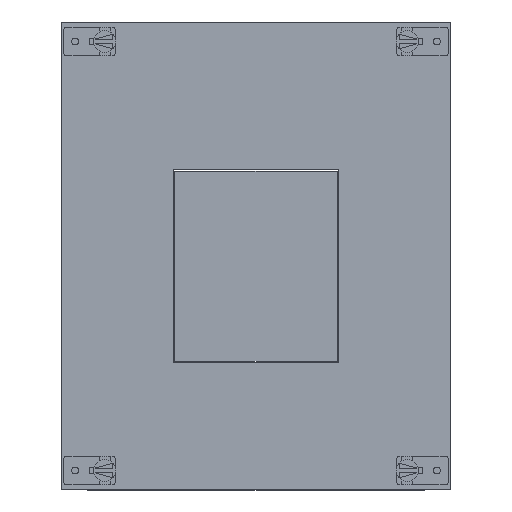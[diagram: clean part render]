
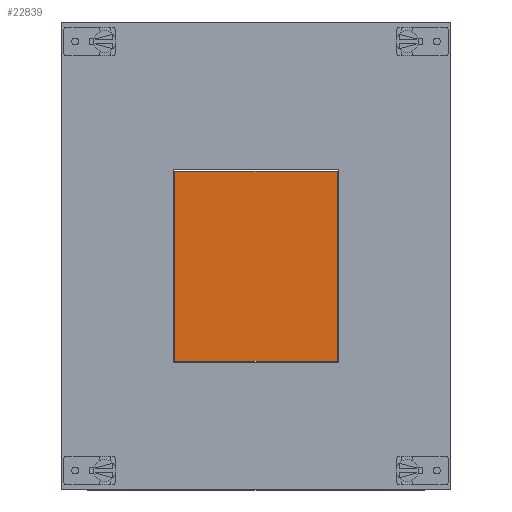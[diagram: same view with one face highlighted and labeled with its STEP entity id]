
A CAD part, top view. The second image highlights one B-rep face of the part: STEP entity #22839.
In plain terms, the highlighted planar face has unit normal (0, 0, 1).
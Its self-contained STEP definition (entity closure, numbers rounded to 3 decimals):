
#22724=DIRECTION('',(-1.,0.,0.));
#22725=VECTOR('',#22724,104.);
#22726=CARTESIAN_POINT('',(52.,-29.4,1.));
#22727=LINE('',#22726,#22725);
#22731=DIRECTION('',(0.,1.,0.));
#22732=VECTOR('',#22731,122.);
#22733=CARTESIAN_POINT('',(-52.,-29.4,1.));
#22734=LINE('',#22733,#22732);
#22738=DIRECTION('',(1.,0.,0.));
#22739=VECTOR('',#22738,104.);
#22740=CARTESIAN_POINT('',(-52.,92.6,1.));
#22741=LINE('',#22740,#22739);
#22745=DIRECTION('',(0.,-1.,0.));
#22746=VECTOR('',#22745,122.);
#22747=CARTESIAN_POINT('',(52.,92.6,1.));
#22748=LINE('',#22747,#22746);
#22808=CARTESIAN_POINT('',(52.,-29.4,1.));
#22809=CARTESIAN_POINT('',(-52.,-29.4,1.));
#22810=VERTEX_POINT('',#22808);
#22811=VERTEX_POINT('',#22809);
#22812=CARTESIAN_POINT('',(-52.,92.6,1.));
#22813=VERTEX_POINT('',#22812);
#22814=CARTESIAN_POINT('',(52.,92.6,1.));
#22815=VERTEX_POINT('',#22814);
#22824=CARTESIAN_POINT('',(0.,0.,1.));
#22825=DIRECTION('',(0.,0.,1.));
#22826=DIRECTION('',(1.,0.,0.));
#22827=AXIS2_PLACEMENT_3D('',#22824,#22825,#22826);
#22828=PLANE('',#22827);
#22830=ORIENTED_EDGE('',*,*,#22829,.T.);
#22832=ORIENTED_EDGE('',*,*,#22831,.T.);
#22834=ORIENTED_EDGE('',*,*,#22833,.T.);
#22836=ORIENTED_EDGE('',*,*,#22835,.T.);
#22837=EDGE_LOOP('',(#22830,#22832,#22834,#22836));
#22838=FACE_OUTER_BOUND('',#22837,.F.);
#22829=EDGE_CURVE('',#22810,#22811,#22727,.T.);
#22831=EDGE_CURVE('',#22811,#22813,#22734,.T.);
#22833=EDGE_CURVE('',#22813,#22815,#22741,.T.);
#22835=EDGE_CURVE('',#22815,#22810,#22748,.T.);
#22839=ADVANCED_FACE('',(#22838),#22828,.T.);
